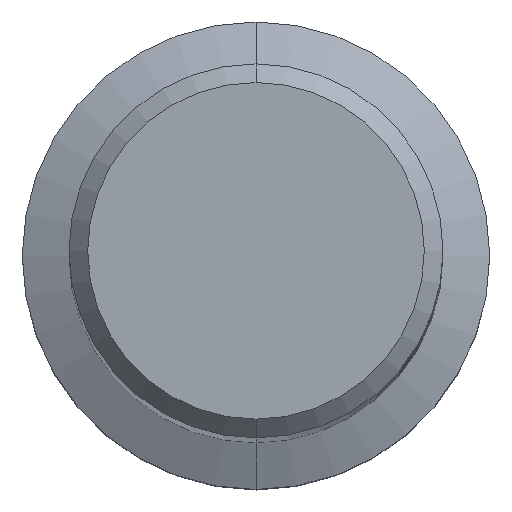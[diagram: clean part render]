
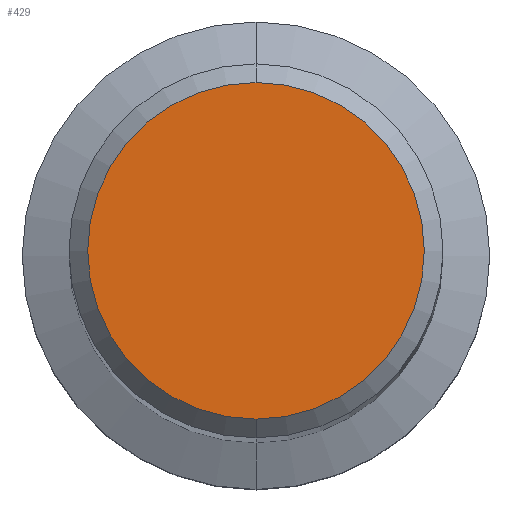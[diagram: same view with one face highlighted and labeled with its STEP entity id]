
A CAD part, top view. The second image highlights one B-rep face of the part: STEP entity #429.
In plain terms, the highlighted planar face has unit normal (0, 0, 1).
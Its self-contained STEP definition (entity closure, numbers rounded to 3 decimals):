
#307=VERTEX_POINT('',#676);
#323=EDGE_CURVE('',#307,#401,#693,.T.);
#345=EDGE_CURVE('',#401,#307,#716,.T.);
#401=VERTEX_POINT('',#781);
#429=ADVANCED_FACE('',(#811),#812,.T.);
#676=CARTESIAN_POINT('',(0.,-7.2,0.0));
#693=CIRCLE('',#1198,7.2);
#716=CIRCLE('',#1253,7.2);
#781=CARTESIAN_POINT('',(0.0,7.2,0.0));
#811=FACE_OUTER_BOUND('',#1427,.T.);
#812=PLANE('',#1428);
#1198=AXIS2_PLACEMENT_3D('',#1881,#1882,#1883);
#1253=AXIS2_PLACEMENT_3D('',#1898,#1899,#1900);
#1427=EDGE_LOOP('',(#2005,#2006));
#1428=AXIS2_PLACEMENT_3D('',#2007,#2008,#2009);
#1881=CARTESIAN_POINT('',(0.0,0.0,0.0));
#1882=DIRECTION('',(0.0,0.0,-1.0));
#1883=DIRECTION('',(0.0,1.0,0.0));
#1898=CARTESIAN_POINT('',(0.0,0.0,0.0));
#1899=DIRECTION('',(0.0,0.0,-1.0));
#1900=DIRECTION('',(0.0,1.0,0.0));
#2005=ORIENTED_EDGE('',*,*,#345,.F.);
#2006=ORIENTED_EDGE('',*,*,#323,.F.);
#2007=CARTESIAN_POINT('',(0.0,3.6,0.0));
#2008=DIRECTION('',(-0.0,0.0,1.0));
#2009=DIRECTION('',(0.0,-1.0,0.0));
